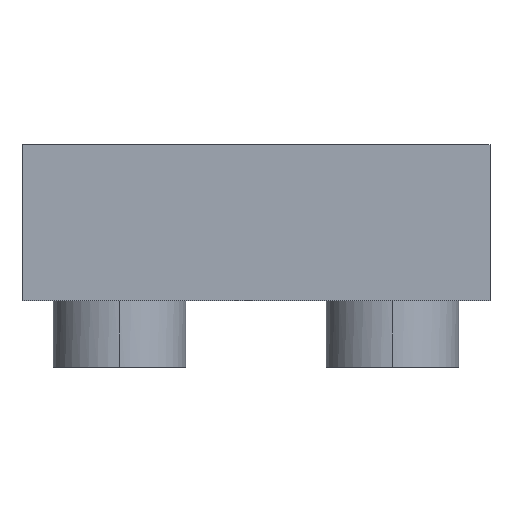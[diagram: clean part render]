
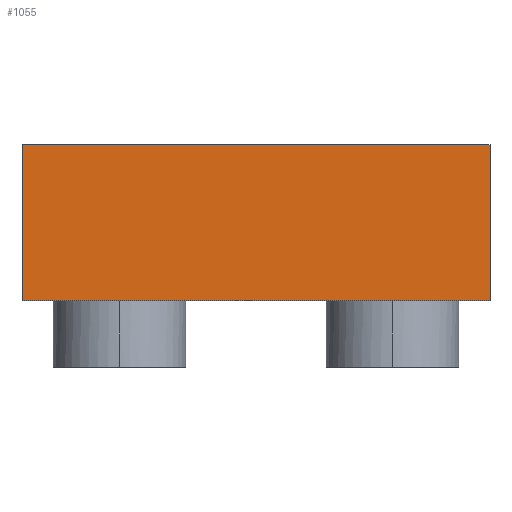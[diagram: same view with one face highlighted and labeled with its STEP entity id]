
A CAD part, front view. The second image highlights one B-rep face of the part: STEP entity #1055.
In plain terms, the highlighted free-form (B-spline) face has degree [1, 1] with [2, 2] control points.
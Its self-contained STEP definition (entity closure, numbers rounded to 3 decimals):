
#1020=(
BOUNDED_SURFACE()
B_SPLINE_SURFACE(1,1,((#1021,#1022),(#1023,#1024)),.UNSPECIFIED.,.F.,.F.,.F.)
B_SPLINE_SURFACE_WITH_KNOTS((2,2),(2,2),(0.000,1.000),(0.000,1.000),.UNSPECIFIED.)
GEOMETRIC_REPRESENTATION_ITEM()
RATIONAL_B_SPLINE_SURFACE(((1.,1.),(1.,1.)))
REPRESENTATION_ITEM('')
SURFACE()
);
#1021=CARTESIAN_POINT('',(0.3,-0.3,0.2));
#1022=CARTESIAN_POINT('',(0.3,-0.3,0.));
#1023=CARTESIAN_POINT('',(-0.3,-0.3,0.2));
#1024=CARTESIAN_POINT('',(-0.3,-0.3,0.));
#1025=CARTESIAN_POINT('',(0.3,-0.3,0.2));
#1026=VERTEX_POINT('',#1025);
#1027=(
BOUNDED_CURVE()
B_SPLINE_CURVE(1,(#1028,#1029),.UNSPECIFIED.,.F.,.F.)
B_SPLINE_CURVE_WITH_KNOTS((2,2),(0.000,1.000),.UNSPECIFIED.)
CURVE()
GEOMETRIC_REPRESENTATION_ITEM()
RATIONAL_B_SPLINE_CURVE((1.,1.))
REPRESENTATION_ITEM('')
);
#1028=CARTESIAN_POINT('',(0.3,-0.3,0.2));
#1029=CARTESIAN_POINT('',(0.3,-0.3,0.));
#1030=CARTESIAN_POINT('',(0.3,-0.3,0.));
#1031=VERTEX_POINT('',#1030);
#1032=EDGE_CURVE('',#1026,#1031,#1027,.T.);
#1033=ORIENTED_EDGE('',*,*,#1032,.T.);
#1034=(
BOUNDED_CURVE()
B_SPLINE_CURVE(1,(#1035,#1036),.UNSPECIFIED.,.F.,.F.)
B_SPLINE_CURVE_WITH_KNOTS((2,2),(0.000,1.000),.UNSPECIFIED.)
CURVE()
GEOMETRIC_REPRESENTATION_ITEM()
RATIONAL_B_SPLINE_CURVE((1.,1.))
REPRESENTATION_ITEM('')
);
#1035=CARTESIAN_POINT('',(0.3,-0.3,0.));
#1036=CARTESIAN_POINT('',(-0.3,-0.3,0.));
#1037=CARTESIAN_POINT('',(-0.3,-0.3,0.));
#1038=VERTEX_POINT('',#1037);
#1039=EDGE_CURVE('',#1031,#1038,#1034,.T.);
#1040=ORIENTED_EDGE('',*,*,#1039,.T.);
#1041=(
BOUNDED_CURVE()
B_SPLINE_CURVE(1,(#1042,#1043),.UNSPECIFIED.,.F.,.F.)
B_SPLINE_CURVE_WITH_KNOTS((2,2),(0.000,1.000),.UNSPECIFIED.)
CURVE()
GEOMETRIC_REPRESENTATION_ITEM()
RATIONAL_B_SPLINE_CURVE((1.,1.))
REPRESENTATION_ITEM('')
);
#1042=CARTESIAN_POINT('',(-0.3,-0.3,0.));
#1043=CARTESIAN_POINT('',(-0.3,-0.3,0.2));
#1044=CARTESIAN_POINT('',(-0.3,-0.3,0.2));
#1045=VERTEX_POINT('',#1044);
#1046=EDGE_CURVE('',#1038,#1045,#1041,.T.);
#1047=ORIENTED_EDGE('',*,*,#1046,.T.);
#1048=(
BOUNDED_CURVE()
B_SPLINE_CURVE(1,(#1049,#1050),.UNSPECIFIED.,.F.,.F.)
B_SPLINE_CURVE_WITH_KNOTS((2,2),(0.000,1.000),.UNSPECIFIED.)
CURVE()
GEOMETRIC_REPRESENTATION_ITEM()
RATIONAL_B_SPLINE_CURVE((1.,1.))
REPRESENTATION_ITEM('')
);
#1049=CARTESIAN_POINT('',(-0.3,-0.3,0.2));
#1050=CARTESIAN_POINT('',(0.3,-0.3,0.2));
#1051=EDGE_CURVE('',#1045,#1026,#1048,.T.);
#1052=ORIENTED_EDGE('',*,*,#1051,.T.);
#1053=EDGE_LOOP('',(#1033,#1040,#1047,#1052));
#1054=FACE_OUTER_BOUND('',#1053,.T.);
#1055=ADVANCED_FACE('',(#1054),#1020,.T.);
